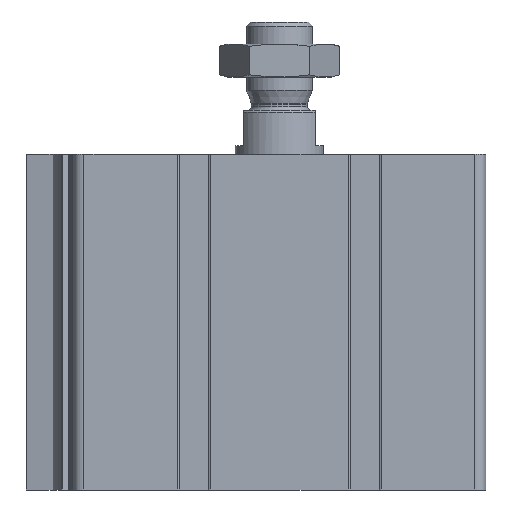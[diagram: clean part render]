
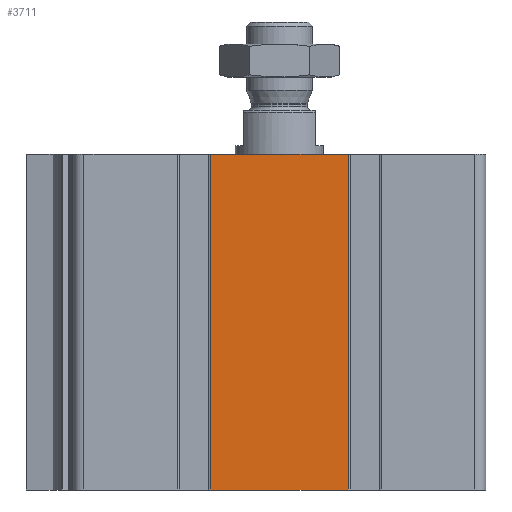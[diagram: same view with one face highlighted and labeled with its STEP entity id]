
A CAD part, left-side view. The second image highlights one B-rep face of the part: STEP entity #3711.
In plain terms, the highlighted planar face has unit normal (-1, 0, 0).
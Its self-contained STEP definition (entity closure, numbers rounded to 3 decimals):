
#308=LINE('',#6217,#590);
#309=LINE('',#6219,#591);
#310=LINE('',#6221,#592);
#311=LINE('',#6223,#593);
#590=VECTOR('',#5048,1000.);
#591=VECTOR('',#5051,1000.);
#592=VECTOR('',#5052,1000.);
#593=VECTOR('',#5053,1000.);
#694=PLANE('',#4106);
#1230=ORIENTED_EDGE('',*,*,#2147,.F.);
#1231=ORIENTED_EDGE('',*,*,#2146,.F.);
#1232=ORIENTED_EDGE('',*,*,#2148,.T.);
#1233=ORIENTED_EDGE('',*,*,#2149,.T.);
#2146=EDGE_CURVE('',#2545,#2544,#308,.T.);
#2147=EDGE_CURVE('',#2544,#2546,#309,.T.);
#2148=EDGE_CURVE('',#2545,#2547,#310,.T.);
#2149=EDGE_CURVE('',#2547,#2546,#311,.T.);
#2544=VERTEX_POINT('',#6214);
#2545=VERTEX_POINT('',#6216);
#2546=VERTEX_POINT('',#6220);
#2547=VERTEX_POINT('',#6222);
#3014=EDGE_LOOP('',(#1230,#1231,#1232,#1233));
#3316=FACE_BOUND('',#3014,.T.);
#3711=ADVANCED_FACE('',(#3316),#694,.T.);
#4106=AXIS2_PLACEMENT_3D('',#6218,#5049,#5050);
#5048=DIRECTION('',(0.,0.,1.));
#5049=DIRECTION('',(-1.,0.,0.));
#5050=DIRECTION('',(0.,0.,1.));
#5051=DIRECTION('',(0.,-1.,0.));
#5052=DIRECTION('',(0.,-1.,0.));
#5053=DIRECTION('',(0.,0.,1.));
#6214=CARTESIAN_POINT('',(-37.5,12.5,0.));
#6216=CARTESIAN_POINT('',(-37.5,12.5,-61.));
#6217=CARTESIAN_POINT('',(-37.5,12.5,-61.));
#6218=CARTESIAN_POINT('',(-37.5,12.5,-61.));
#6219=CARTESIAN_POINT('',(-37.5,12.5,0.));
#6220=CARTESIAN_POINT('',(-37.5,-12.5,0.));
#6221=CARTESIAN_POINT('',(-37.5,12.5,-61.));
#6222=CARTESIAN_POINT('',(-37.5,-12.5,-61.));
#6223=CARTESIAN_POINT('',(-37.5,-12.5,-61.));
